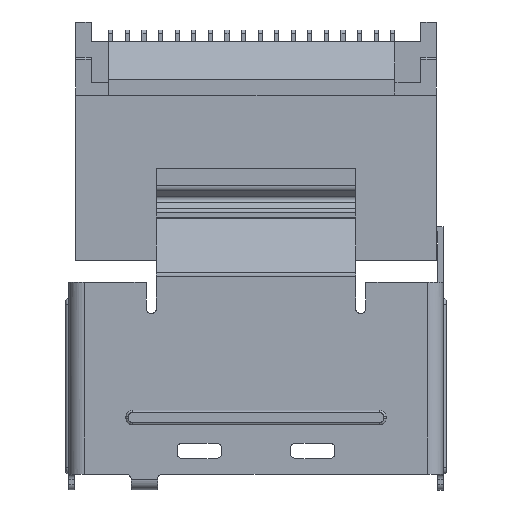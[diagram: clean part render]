
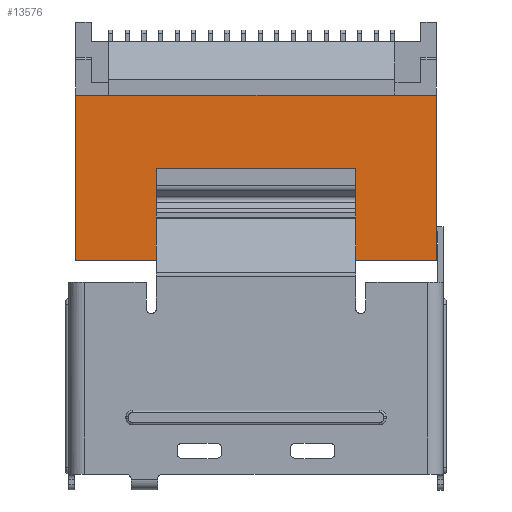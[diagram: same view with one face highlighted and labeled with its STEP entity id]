
A CAD part, top view. The second image highlights one B-rep face of the part: STEP entity #13576.
In plain terms, the highlighted free-form (B-spline) face has degree [1, 1] with [2, 2] control points.
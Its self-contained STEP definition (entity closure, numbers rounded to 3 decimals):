
#13484=CARTESIAN_POINT('',(8.7,-9.338,5.353));
#13485=VERTEX_POINT('',#13484);
#13492=CARTESIAN_POINT('',(-8.7,-9.338,5.353));
#13493=VERTEX_POINT('',#13492);
#13494=CARTESIAN_POINT('',(8.7,-9.338,5.353));
#13495=DIRECTION('',(-1.0,0.0,0.0));
#13496=VECTOR('',#13495,17.4);
#13497=LINE('',#13494,#13496);
#13498=EDGE_CURVE('',#13485,#13493,#13497,.T.);
#13530=CARTESIAN_POINT('',(-8.7,-1.367,5.353));
#13531=VERTEX_POINT('',#13530);
#13538=CARTESIAN_POINT('',(8.7,-1.367,5.353));
#13539=VERTEX_POINT('',#13538);
#13540=CARTESIAN_POINT('',(8.7,-1.367,5.353));
#13541=DIRECTION('',(-1.0,0.0,0.0));
#13542=VECTOR('',#13541,17.4);
#13543=LINE('',#13540,#13542);
#13544=EDGE_CURVE('',#13539,#13531,#13543,.T.);
#13555=CARTESIAN_POINT('',(-8.7,-1.367,5.353));
#13556=CARTESIAN_POINT('',(8.7,-1.367,5.353));
#13557=CARTESIAN_POINT('',(-8.7,-9.338,5.353));
#13558=CARTESIAN_POINT('',(8.7,-9.338,5.353));
#13559=B_SPLINE_SURFACE_WITH_KNOTS('',1,1,((#13555,#13557),(#13556,#13558)),.UNSPECIFIED.,.F.,.F.,.U.,(2,2),(2,2),(0.0,17.4),(0.0,7.972),.UNSPECIFIED.);
#13560=ORIENTED_EDGE('',*,*,#13498,.F.);
#13561=CARTESIAN_POINT('',(8.7,-9.338,5.353));
#13562=DIRECTION('',(0.0,1.0,0.0));
#13563=VECTOR('',#13562,7.972);
#13564=LINE('',#13561,#13563);
#13565=EDGE_CURVE('',#13485,#13539,#13564,.T.);
#13566=ORIENTED_EDGE('',*,*,#13565,.T.);
#13567=ORIENTED_EDGE('',*,*,#13544,.T.);
#13568=CARTESIAN_POINT('',(-8.7,-1.367,5.353));
#13569=DIRECTION('',(0.0,-1.0,0.0));
#13570=VECTOR('',#13569,7.972);
#13571=LINE('',#13568,#13570);
#13572=EDGE_CURVE('',#13531,#13493,#13571,.T.);
#13573=ORIENTED_EDGE('',*,*,#13572,.T.);
#13574=EDGE_LOOP('',(#13560,#13566,#13567,#13573));
#13575=FACE_OUTER_BOUND('',#13574,.T.);
#13576=ADVANCED_FACE('',(#13575),#13559,.F.);
